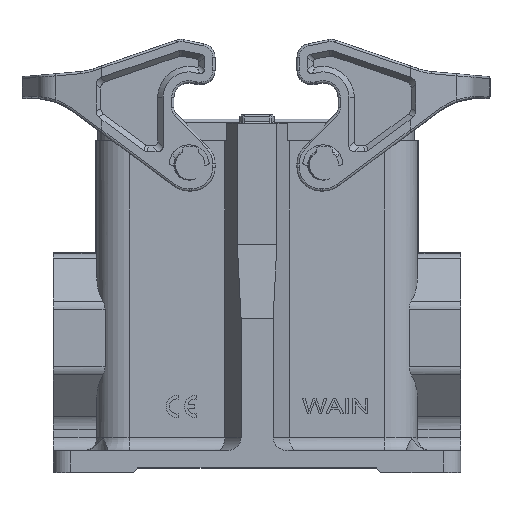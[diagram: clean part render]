
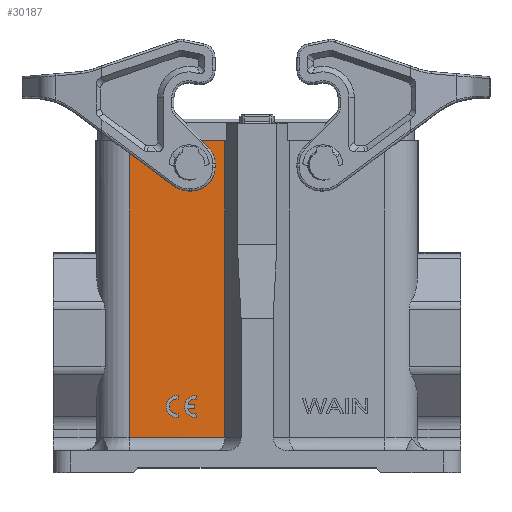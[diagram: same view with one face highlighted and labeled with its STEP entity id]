
A CAD part, top view. The second image highlights one B-rep face of the part: STEP entity #30187.
In plain terms, the highlighted planar face has unit normal (0, 0, 1).
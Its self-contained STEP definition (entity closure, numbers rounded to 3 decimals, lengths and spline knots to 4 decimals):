
#2293=DIRECTION('',(0.,1.,0.));
#2294=VECTOR('',#2293,2.6969);
#2295=CARTESIAN_POINT('',(-1.1417,-2.4449,
0.8661));
#2296=LINE('',#2295,#2294);
#2373=DIRECTION('',(-1.,0.,0.));
#2374=VECTOR('',#2373,0.8681);
#2375=CARTESIAN_POINT('',(-0.2736,0.252,
0.8661));
#2376=LINE('',#2375,#2374);
#2377=CARTESIAN_POINT('',(-0.5886,0.0315,
0.8661));
#2378=DIRECTION('',(0.,0.,-1.));
#2379=DIRECTION('',(-1.,0.,0.));
#2380=AXIS2_PLACEMENT_3D('',#2377,#2378,#2379);
#2382=CARTESIAN_POINT('',(-0.5886,0.0315,
0.8661));
#2383=DIRECTION('',(0.,0.,-1.));
#2384=DIRECTION('',(1.,0.,0.));
#2385=AXIS2_PLACEMENT_3D('',#2382,#2383,#2384);
#2387=DIRECTION('',(0.,-1.,0.));
#2388=VECTOR('',#2387,0.0297);
#2389=CARTESIAN_POINT('',(-0.5305,-2.2301,
0.8661));
#2390=LINE('',#2389,#2388);
#2391=CARTESIAN_POINT('',(-0.5409,-2.1621,
0.8661));
#2392=DIRECTION('',(0.,0.,1.));
#2393=DIRECTION('',(-0.977,-0.214,0.));
#2394=AXIS2_PLACEMENT_3D('',#2391,#2392,#2393);
#2396=DIRECTION('',(-1.,0.,0.));
#2397=VECTOR('',#2396,0.0573);
#2398=CARTESIAN_POINT('',(-0.5508,-2.1768,
0.8661));
#2399=LINE('',#2398,#2397);
#2400=DIRECTION('',(0.,-1.,0.));
#2401=VECTOR('',#2400,0.0298);
#2402=CARTESIAN_POINT('',(-0.5508,-2.147,
0.8661));
#2403=LINE('',#2402,#2401);
#2404=DIRECTION('',(1.,0.,0.));
#2405=VECTOR('',#2404,0.0572);
#2406=CARTESIAN_POINT('',(-0.6079,-2.147,
0.8661));
#2407=LINE('',#2406,#2405);
#2408=CARTESIAN_POINT('',(-0.5409,-2.1621,
0.8661));
#2409=DIRECTION('',(0.,0.,1.));
#2410=DIRECTION('',(0.152,0.988,0.));
#2411=AXIS2_PLACEMENT_3D('',#2408,#2409,#2410);
#2413=DIRECTION('',(0.,-1.,0.));
#2414=VECTOR('',#2413,0.0301);
#2415=CARTESIAN_POINT('',(-0.5305,-2.0641,
0.8661));
#2416=LINE('',#2415,#2414);
#2417=DIRECTION('',(0.,-1.,0.));
#2418=VECTOR('',#2417,0.0301);
#2419=CARTESIAN_POINT('',(-0.6974,-2.0639,
0.8661));
#2420=LINE('',#2419,#2418);
#2421=DIRECTION('',(0.,-1.,0.));
#2422=VECTOR('',#2421,0.0297);
#2423=CARTESIAN_POINT('',(-0.6974,-2.2299,
0.8661));
#2424=LINE('',#2423,#2422);
#2429=DIRECTION('',(0.,-1.,0.));
#2430=VECTOR('',#2429,2.6969);
#2431=CARTESIAN_POINT('',(-0.2736,0.252,
0.8661));
#2432=LINE('',#2431,#2430);
#3004=CARTESIAN_POINT('',(-0.2736,-2.4449,
0.8661));
#3029=DIRECTION('',(-1.,0.,0.));
#3030=VECTOR('',#3029,0.8681);
#3031=CARTESIAN_POINT('',(-0.2736,-2.4449,
0.8661));
#3032=LINE('',#3031,#3030);
#9358=CARTESIAN_POINT('',(-0.5412,-2.1619,
0.8661));
#9359=DIRECTION('',(0.,0.,-1.));
#9360=DIRECTION('',(0.109,-0.994,0.));
#9361=AXIS2_PLACEMENT_3D('',#9358,#9359,#9360);
#9421=CARTESIAN_POINT('',(-0.7078,-2.1619,
0.8661));
#9422=DIRECTION('',(0.,0.,1.));
#9423=DIRECTION('',(0.152,0.988,0.));
#9424=AXIS2_PLACEMENT_3D('',#9421,#9422,#9423);
#9452=CARTESIAN_POINT('',(-0.7082,-2.1617,
0.8661));
#9453=DIRECTION('',(0.,0.,-1.));
#9454=DIRECTION('',(0.109,-0.994,0.));
#9455=AXIS2_PLACEMENT_3D('',#9452,#9453,#9454);
#25864=CARTESIAN_POINT('',(-0.6974,-2.0639,
0.8661));
#25866=VERTEX_POINT('',#25864);
#25919=CARTESIAN_POINT('',(-0.5305,-2.0941,
0.8661));
#25920=CARTESIAN_POINT('',(-0.6079,-2.147,
0.8661));
#25921=VERTEX_POINT('',#25919);
#25922=VERTEX_POINT('',#25920);
#26008=CARTESIAN_POINT('',(-0.7866,0.0315,
0.8661));
#26009=VERTEX_POINT('',#26008);
#26057=CARTESIAN_POINT('',(-0.5305,-2.0641,
0.8661));
#26059=VERTEX_POINT('',#26057);
#26153=CARTESIAN_POINT('',(-0.5508,-2.1768,
0.8661));
#26155=VERTEX_POINT('',#26153);
#26380=VERTEX_POINT('',#3004);
#26529=CARTESIAN_POINT('',(-1.1417,-2.4449,
0.8661));
#26530=CARTESIAN_POINT('',(-1.1417,0.252,
0.8661));
#26531=VERTEX_POINT('',#26529);
#26532=VERTEX_POINT('',#26530);
#26535=CARTESIAN_POINT('',(-0.5305,-2.2301,
0.8661));
#26536=CARTESIAN_POINT('',(-0.5305,-2.2598,
0.8661));
#26537=VERTEX_POINT('',#26535);
#26538=VERTEX_POINT('',#26536);
#26742=CARTESIAN_POINT('',(-0.5508,-2.147,
0.8661));
#26743=VERTEX_POINT('',#26742);
#26827=CARTESIAN_POINT('',(-0.608,-2.1768,
0.8661));
#26829=VERTEX_POINT('',#26827);
#26950=CARTESIAN_POINT('',(-0.6974,-2.2299,
0.8661));
#26952=VERTEX_POINT('',#26950);
#27005=CARTESIAN_POINT('',(-0.3906,0.0315,
0.8661));
#27006=VERTEX_POINT('',#27005);
#27218=CARTESIAN_POINT('',(-0.6974,-2.094,
0.8661));
#27219=VERTEX_POINT('',#27218);
#27321=CARTESIAN_POINT('',(-0.2736,0.252,
0.8661));
#27322=VERTEX_POINT('',#27321);
#27492=CARTESIAN_POINT('',(-0.6974,-2.2596,
0.8661));
#27493=VERTEX_POINT('',#27492);
#30140=CARTESIAN_POINT('',(-2.5512,-0.6929,
0.8661));
#30141=DIRECTION('',(0.,0.,1.));
#30142=DIRECTION('',(1.,0.,0.));
#30143=AXIS2_PLACEMENT_3D('',#30140,#30141,#30142);
#30144=PLANE('',#30143);
#30145=ORIENTED_EDGE('',*,*,#27773,.F.);
#30147=ORIENTED_EDGE('',*,*,#30146,.T.);
#30149=ORIENTED_EDGE('',*,*,#30148,.T.);
#30150=ORIENTED_EDGE('',*,*,#30023,.T.);
#30151=EDGE_LOOP('',(#30145,#30147,#30149,#30150));
#30152=FACE_OUTER_BOUND('',#30151,.F.);
#30154=ORIENTED_EDGE('',*,*,#30153,.F.);
#30156=ORIENTED_EDGE('',*,*,#30155,.F.);
#30157=EDGE_LOOP('',(#30154,#30156));
#30158=FACE_BOUND('',#30157,.F.);
#30160=ORIENTED_EDGE('',*,*,#30159,.F.);
#30162=ORIENTED_EDGE('',*,*,#30161,.F.);
#30164=ORIENTED_EDGE('',*,*,#30163,.F.);
#30166=ORIENTED_EDGE('',*,*,#30165,.F.);
#30168=ORIENTED_EDGE('',*,*,#30167,.F.);
#30170=ORIENTED_EDGE('',*,*,#30169,.F.);
#30172=ORIENTED_EDGE('',*,*,#30171,.F.);
#30174=ORIENTED_EDGE('',*,*,#30173,.F.);
#30175=EDGE_LOOP('',(#30160,#30162,#30164,#30166,#30168,#30170,#30172,#30174));
#30176=FACE_BOUND('',#30175,.F.);
#30178=ORIENTED_EDGE('',*,*,#30177,.F.);
#30180=ORIENTED_EDGE('',*,*,#30179,.F.);
#30182=ORIENTED_EDGE('',*,*,#30181,.F.);
#30184=ORIENTED_EDGE('',*,*,#30183,.F.);
#30185=EDGE_LOOP('',(#30178,#30180,#30182,#30184));
#30186=FACE_BOUND('',#30185,.F.);
#30187=ADVANCED_FACE('',(#30152,#30158,#30176,#30186),#30144,.T.);
#2381=CIRCLE('',#2380,0.198);
#2386=CIRCLE('',#2385,0.198);
#2395=CIRCLE('',#2394,0.0687);
#2412=CIRCLE('',#2411,0.0687);
#9362=CIRCLE('',#9361,0.0984);
#9425=CIRCLE('',#9424,0.0687);
#9456=CIRCLE('',#9455,0.0984);
#27773=EDGE_CURVE('',#27322,#26532,#2376,.T.);
#30023=EDGE_CURVE('',#26531,#26532,#2296,.T.);
#30146=EDGE_CURVE('',#27322,#26380,#2432,.T.);
#30148=EDGE_CURVE('',#26380,#26531,#3032,.T.);
#30153=EDGE_CURVE('',#26009,#27006,#2381,.T.);
#30155=EDGE_CURVE('',#27006,#26009,#2386,.T.);
#30159=EDGE_CURVE('',#26537,#26538,#2390,.T.);
#30161=EDGE_CURVE('',#26829,#26537,#2395,.T.);
#30163=EDGE_CURVE('',#26155,#26829,#2399,.T.);
#30165=EDGE_CURVE('',#26743,#26155,#2403,.T.);
#30167=EDGE_CURVE('',#25922,#26743,#2407,.T.);
#30169=EDGE_CURVE('',#25921,#25922,#2412,.T.);
#30171=EDGE_CURVE('',#26059,#25921,#2416,.T.);
#30173=EDGE_CURVE('',#26538,#26059,#9362,.T.);
#30177=EDGE_CURVE('',#25866,#27219,#2420,.T.);
#30179=EDGE_CURVE('',#27493,#25866,#9456,.T.);
#30181=EDGE_CURVE('',#26952,#27493,#2424,.T.);
#30183=EDGE_CURVE('',#27219,#26952,#9425,.T.);
